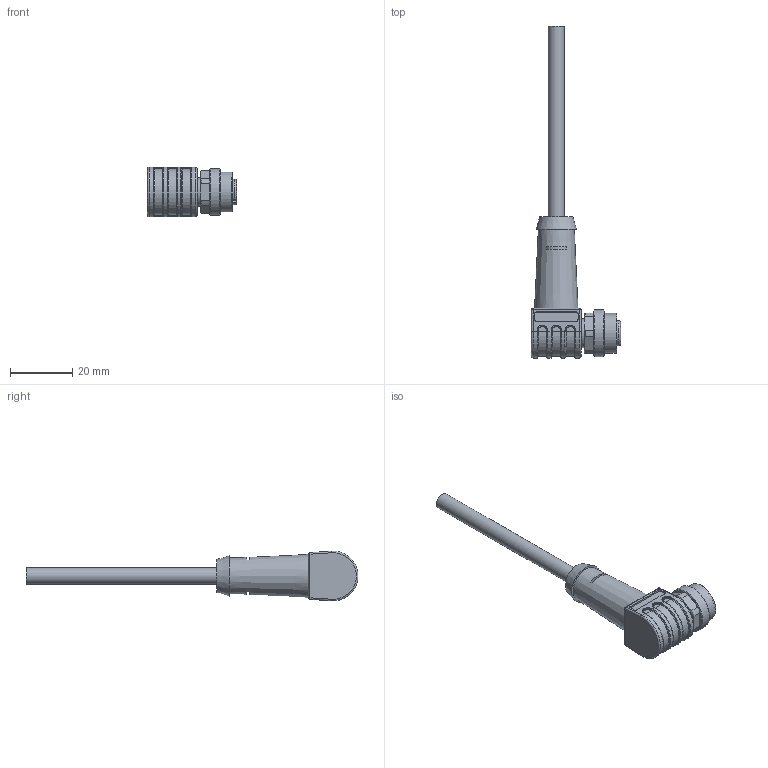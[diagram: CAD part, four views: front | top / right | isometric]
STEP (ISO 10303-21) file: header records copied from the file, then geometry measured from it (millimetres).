
FILE_DESCRIPTION(/* description */ (''),/* implementation_level */ '2;1');
FILE_NAME(/* name */ 'RA-WWAK4.166.stp',/* time_stamp */ '2016-09-21T08:04:57+02:00',/* author */ (''),/* organization */ (''),/* preprocessor_version */ 'ST-DEVELOPER v16',/* originating_system */ 'SIEMENS PLM Software NX 10.0',/* authorisation */ '');
FILE_SCHEMA (('AUTOMOTIVE_DESIGN { 1 0 10303 214 3 1 1 1 }'));
Length unit declared in the file: millimetre
Products named in the file (1): RA-WWAK4.166-L_S...
Bounding box: 28.7 x 106.97 x 15.97 mm (x, y, z)
Surface area: 4839.2 mm2 (no closed solid volume)
Topology: 0 solids, 1 shells, 269 faces, 657 edges, 411 vertices
Faces by surface type: plane 101, cylinder 94, extrusion 25, cone 17, torus 16, bspline 12, sphere 4
Full cylindrical faces by diameter (mm): 1.15 x4, 5.2 x1, 9.3 x1, 10.95 x1, 12.3 x1, 12.8 x1, 15 x1
Entity records: 8372 total; most frequent: CARTESIAN_POINT 2216, DIRECTION 1260, ORIENTED_EDGE 1242, EDGE_CURVE 621, AXIS2_PLACEMENT_3D 463, VERTEX_POINT 402, VECTOR 334, EDGE_LOOP 317
